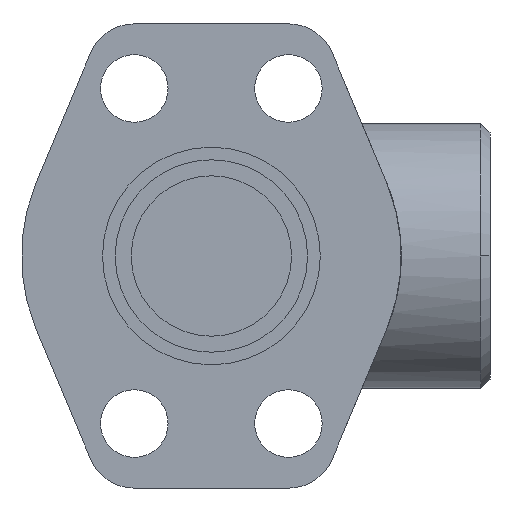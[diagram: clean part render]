
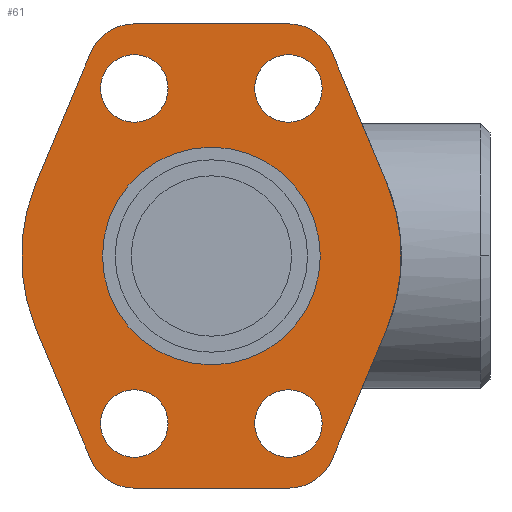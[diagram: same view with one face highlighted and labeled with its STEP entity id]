
A CAD part, front view. The second image highlights one B-rep face of the part: STEP entity #61.
In plain terms, the highlighted planar face has unit normal (0, -1, 0).
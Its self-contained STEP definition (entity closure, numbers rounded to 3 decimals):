
#61=ADVANCED_FACE('',(#123,#124,#125,#126,#127,#128),#129,.F.);
#123=FACE_BOUND('',#225,.T.);
#124=FACE_OUTER_BOUND('',#226,.T.);
#125=FACE_BOUND('',#227,.T.);
#126=FACE_BOUND('',#228,.T.);
#127=FACE_BOUND('',#229,.T.);
#128=FACE_BOUND('',#230,.T.);
#129=PLANE('',#231);
#225=EDGE_LOOP('',(#405,#406));
#226=EDGE_LOOP('',(#407,#408,#409,#410,#411,#412,#413,#414,#415,#416,#417,#418));
#227=EDGE_LOOP('',(#419,#420));
#228=EDGE_LOOP('',(#421,#422));
#229=EDGE_LOOP('',(#423,#424));
#230=EDGE_LOOP('',(#425,#426));
#231=AXIS2_PLACEMENT_3D('',#427,#428,#429);
#405=ORIENTED_EDGE('',*,*,#712,.T.);
#406=ORIENTED_EDGE('',*,*,#705,.T.);
#407=ORIENTED_EDGE('',*,*,#714,.F.);
#408=ORIENTED_EDGE('',*,*,#715,.F.);
#409=ORIENTED_EDGE('',*,*,#716,.T.);
#410=ORIENTED_EDGE('',*,*,#717,.F.);
#411=ORIENTED_EDGE('',*,*,#718,.T.);
#412=ORIENTED_EDGE('',*,*,#719,.F.);
#413=ORIENTED_EDGE('',*,*,#720,.F.);
#414=ORIENTED_EDGE('',*,*,#721,.F.);
#415=ORIENTED_EDGE('',*,*,#722,.T.);
#416=ORIENTED_EDGE('',*,*,#723,.F.);
#417=ORIENTED_EDGE('',*,*,#724,.T.);
#418=ORIENTED_EDGE('',*,*,#725,.F.);
#419=ORIENTED_EDGE('',*,*,#726,.T.);
#420=ORIENTED_EDGE('',*,*,#689,.T.);
#421=ORIENTED_EDGE('',*,*,#727,.T.);
#422=ORIENTED_EDGE('',*,*,#693,.T.);
#423=ORIENTED_EDGE('',*,*,#728,.T.);
#424=ORIENTED_EDGE('',*,*,#697,.T.);
#425=ORIENTED_EDGE('',*,*,#729,.T.);
#426=ORIENTED_EDGE('',*,*,#701,.T.);
#427=CARTESIAN_POINT('',(0.,0.,0.));
#428=DIRECTION('',(0.,1.0,0.));
#429=DIRECTION('',(0.,0.0,-1.0));
#689=EDGE_CURVE('',#824,#828,#830,.T.);
#693=EDGE_CURVE('',#832,#836,#838,.T.);
#697=EDGE_CURVE('',#840,#844,#846,.T.);
#701=EDGE_CURVE('',#848,#852,#854,.T.);
#705=EDGE_CURVE('',#856,#860,#862,.T.);
#712=EDGE_CURVE('',#860,#856,#873,.T.);
#714=EDGE_CURVE('',#875,#876,#877,.T.);
#715=EDGE_CURVE('',#878,#875,#879,.T.);
#716=EDGE_CURVE('',#878,#880,#881,.T.);
#717=EDGE_CURVE('',#882,#880,#883,.T.);
#718=EDGE_CURVE('',#882,#884,#885,.T.);
#719=EDGE_CURVE('',#886,#884,#887,.T.);
#720=EDGE_CURVE('',#888,#886,#889,.T.);
#721=EDGE_CURVE('',#890,#888,#891,.T.);
#722=EDGE_CURVE('',#890,#892,#893,.T.);
#723=EDGE_CURVE('',#894,#892,#895,.T.);
#724=EDGE_CURVE('',#894,#896,#897,.T.);
#725=EDGE_CURVE('',#876,#896,#898,.T.);
#726=EDGE_CURVE('',#828,#824,#899,.T.);
#727=EDGE_CURVE('',#836,#832,#900,.T.);
#728=EDGE_CURVE('',#844,#840,#901,.T.);
#729=EDGE_CURVE('',#852,#848,#902,.T.);
#824=VERTEX_POINT('',#1035);
#828=VERTEX_POINT('',#1040);
#830=CIRCLE('',#1043,8.0);
#832=VERTEX_POINT('',#1045);
#836=VERTEX_POINT('',#1050);
#838=CIRCLE('',#1053,8.0);
#840=VERTEX_POINT('',#1055);
#844=VERTEX_POINT('',#1060);
#846=CIRCLE('',#1063,8.0);
#848=VERTEX_POINT('',#1065);
#852=VERTEX_POINT('',#1070);
#854=CIRCLE('',#1073,8.0);
#856=VERTEX_POINT('',#1075);
#860=VERTEX_POINT('',#1080);
#862=CIRCLE('',#1083,25.8);
#873=CIRCLE('',#1096,25.8);
#875=VERTEX_POINT('',#1098);
#876=VERTEX_POINT('',#1099);
#877=LINE('',#1100,#1101);
#878=VERTEX_POINT('',#1102);
#879=CIRCLE('',#1103,45.0);
#880=VERTEX_POINT('',#1104);
#881=LINE('',#1105,#1106);
#882=VERTEX_POINT('',#1107);
#883=CIRCLE('',#1108,11.25);
#884=VERTEX_POINT('',#1109);
#885=LINE('',#1110,#1111);
#886=VERTEX_POINT('',#1112);
#887=CIRCLE('',#1113,11.25);
#888=VERTEX_POINT('',#1114);
#889=LINE('',#1115,#1116);
#890=VERTEX_POINT('',#1117);
#891=CIRCLE('',#1118,45.0);
#892=VERTEX_POINT('',#1119);
#893=LINE('',#1120,#1121);
#894=VERTEX_POINT('',#1122);
#895=CIRCLE('',#1123,11.25);
#896=VERTEX_POINT('',#1124);
#897=LINE('',#1125,#1126);
#898=CIRCLE('',#1127,11.25);
#899=CIRCLE('',#1128,8.0);
#900=CIRCLE('',#1129,8.0);
#901=CIRCLE('',#1130,8.0);
#902=CIRCLE('',#1131,8.0);
#1035=CARTESIAN_POINT('',(-10.25,0.,-39.69));
#1040=CARTESIAN_POINT('',(-26.25,0.,-39.69));
#1043=AXIS2_PLACEMENT_3D('',#1453,#1454,#1455);
#1045=CARTESIAN_POINT('',(26.25,0.,-39.69));
#1050=CARTESIAN_POINT('',(10.25,0.,-39.69));
#1053=AXIS2_PLACEMENT_3D('',#1461,#1462,#1463);
#1055=CARTESIAN_POINT('',(-10.25,0.,39.69));
#1060=CARTESIAN_POINT('',(-26.25,0.,39.69));
#1063=AXIS2_PLACEMENT_3D('',#1469,#1470,#1471);
#1065=CARTESIAN_POINT('',(26.25,0.,39.69));
#1070=CARTESIAN_POINT('',(10.25,0.,39.69));
#1073=AXIS2_PLACEMENT_3D('',#1477,#1478,#1479);
#1075=CARTESIAN_POINT('',(-25.8,0.,0.));
#1080=CARTESIAN_POINT('',(25.8,0.,0.));
#1083=AXIS2_PLACEMENT_3D('',#1485,#1486,#1487);
#1096=AXIS2_PLACEMENT_3D('',#1502,#1503,#1504);
#1098=CARTESIAN_POINT('',(-41.498,0.,17.404));
#1099=CARTESIAN_POINT('',(-28.625,0.,48.101));
#1100=CARTESIAN_POINT('',(-41.498,0.,17.404));
#1101=VECTOR('',#1508,1.0);
#1102=CARTESIAN_POINT('',(-41.498,0.,-17.404));
#1103=AXIS2_PLACEMENT_3D('',#1509,#1510,#1511);
#1104=CARTESIAN_POINT('',(-28.625,0.,-48.101));
#1105=CARTESIAN_POINT('',(-41.498,0.,-17.404));
#1106=VECTOR('',#1512,1.0);
#1107=CARTESIAN_POINT('',(-18.25,0.,-55.0));
#1108=AXIS2_PLACEMENT_3D('',#1513,#1514,#1515);
#1109=CARTESIAN_POINT('',(18.25,0.,-55.0));
#1110=CARTESIAN_POINT('',(-18.25,0.,-55.0));
#1111=VECTOR('',#1516,1.0);
#1112=CARTESIAN_POINT('',(28.625,0.,-48.101));
#1113=AXIS2_PLACEMENT_3D('',#1517,#1518,#1519);
#1114=CARTESIAN_POINT('',(41.498,0.,-17.404));
#1115=CARTESIAN_POINT('',(41.498,0.,-17.404));
#1116=VECTOR('',#1520,1.0);
#1117=CARTESIAN_POINT('',(41.498,0.,17.404));
#1118=AXIS2_PLACEMENT_3D('',#1521,#1522,#1523);
#1119=CARTESIAN_POINT('',(28.625,0.,48.101));
#1120=CARTESIAN_POINT('',(41.498,0.,17.404));
#1121=VECTOR('',#1524,1.0);
#1122=CARTESIAN_POINT('',(18.25,0.,55.0));
#1123=AXIS2_PLACEMENT_3D('',#1525,#1526,#1527);
#1124=CARTESIAN_POINT('',(-18.25,0.,55.0));
#1125=CARTESIAN_POINT('',(18.25,0.,55.0));
#1126=VECTOR('',#1528,1.0);
#1127=AXIS2_PLACEMENT_3D('',#1529,#1530,#1531);
#1128=AXIS2_PLACEMENT_3D('',#1532,#1533,#1534);
#1129=AXIS2_PLACEMENT_3D('',#1535,#1536,#1537);
#1130=AXIS2_PLACEMENT_3D('',#1538,#1539,#1540);
#1131=AXIS2_PLACEMENT_3D('',#1541,#1542,#1543);
#1453=CARTESIAN_POINT('',(-18.25,0.0,-39.69));
#1454=DIRECTION('',(0.,1.0,0.));
#1455=DIRECTION('',(1.0,0.,0.));
#1461=CARTESIAN_POINT('',(18.25,0.0,-39.69));
#1462=DIRECTION('',(0.,1.0,0.));
#1463=DIRECTION('',(1.0,0.,0.));
#1469=CARTESIAN_POINT('',(-18.25,0.0,39.69));
#1470=DIRECTION('',(0.,1.0,0.));
#1471=DIRECTION('',(1.0,0.,0.));
#1477=CARTESIAN_POINT('',(18.25,0.0,39.69));
#1478=DIRECTION('',(0.,1.0,0.));
#1479=DIRECTION('',(1.0,0.,0.));
#1485=CARTESIAN_POINT('',(0.0,0.0,0.0));
#1486=DIRECTION('',(0.,1.0,0.));
#1487=DIRECTION('',(-1.0,0.,0.));
#1502=CARTESIAN_POINT('',(0.0,0.0,0.0));
#1503=DIRECTION('',(0.,1.0,0.));
#1504=DIRECTION('',(-1.0,0.,0.));
#1508=DIRECTION('',(0.387,0.,0.922));
#1509=CARTESIAN_POINT('',(0.0,0.0,0.0));
#1510=DIRECTION('',(0.,1.0,0.));
#1511=DIRECTION('',(0.,0.0,-1.0));
#1512=DIRECTION('',(0.387,0.,-0.922));
#1513=CARTESIAN_POINT('',(-18.25,0.,-43.75));
#1514=DIRECTION('',(0.,1.0,0.));
#1515=DIRECTION('',(0.,0.0,-1.0));
#1516=DIRECTION('',(1.0,0.,0.));
#1517=CARTESIAN_POINT('',(18.25,0.,-43.75));
#1518=DIRECTION('',(0.,1.0,0.));
#1519=DIRECTION('',(0.,0.0,-1.0));
#1520=DIRECTION('',(-0.387,0.,-0.922));
#1521=CARTESIAN_POINT('',(0.0,0.0,0.0));
#1522=DIRECTION('',(0.,1.0,0.));
#1523=DIRECTION('',(0.,0.0,-1.0));
#1524=DIRECTION('',(-0.387,0.,0.922));
#1525=CARTESIAN_POINT('',(18.25,0.,43.75));
#1526=DIRECTION('',(0.,1.0,0.));
#1527=DIRECTION('',(0.,0.0,-1.0));
#1528=DIRECTION('',(-1.0,0.,0.));
#1529=CARTESIAN_POINT('',(-18.25,0.,43.75));
#1530=DIRECTION('',(0.,1.0,0.));
#1531=DIRECTION('',(0.,0.0,-1.0));
#1532=CARTESIAN_POINT('',(-18.25,0.0,-39.69));
#1533=DIRECTION('',(0.,1.0,0.));
#1534=DIRECTION('',(1.0,0.,0.));
#1535=CARTESIAN_POINT('',(18.25,0.0,-39.69));
#1536=DIRECTION('',(0.,1.0,0.));
#1537=DIRECTION('',(1.0,0.,0.));
#1538=CARTESIAN_POINT('',(-18.25,0.0,39.69));
#1539=DIRECTION('',(0.,1.0,0.));
#1540=DIRECTION('',(1.0,0.,0.));
#1541=CARTESIAN_POINT('',(18.25,0.0,39.69));
#1542=DIRECTION('',(0.,1.0,0.));
#1543=DIRECTION('',(1.0,0.,0.));
